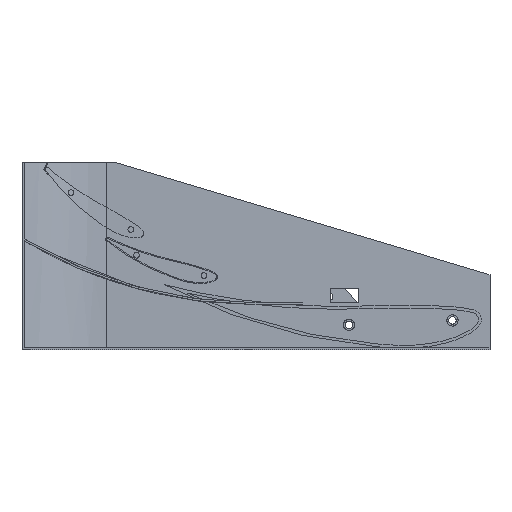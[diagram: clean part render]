
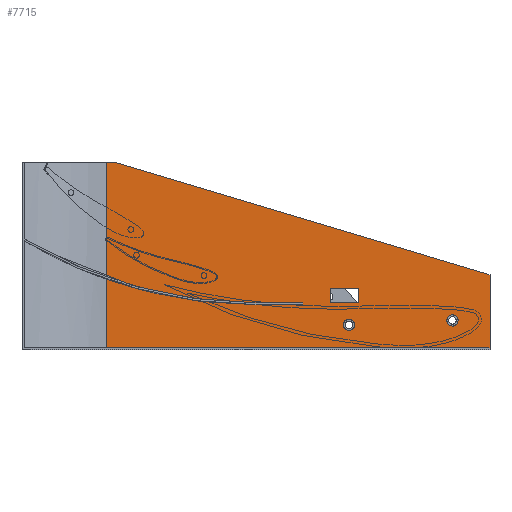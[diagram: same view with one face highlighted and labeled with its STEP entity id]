
A CAD part, front view. The second image highlights one B-rep face of the part: STEP entity #7715.
In plain terms, the highlighted face is planar.
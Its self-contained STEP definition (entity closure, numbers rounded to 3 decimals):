
#561=PLANE('',#9200);
#718=FACE_BOUND('',#1578,.T.);
#719=FACE_BOUND('',#1579,.T.);
#720=FACE_BOUND('',#1580,.T.);
#1052=FACE_OUTER_BOUND('',#1577,.T.);
#1577=EDGE_LOOP('',(#6627,#6628,#6629,#6630,#6631,#6632,#6633));
#1578=EDGE_LOOP('',(#6634,#6635,#6636,#6637));
#1579=EDGE_LOOP('',(#6638));
#1580=EDGE_LOOP('',(#6639));
#2043=LINE('',#13840,#2536);
#2047=LINE('',#13847,#2540);
#2050=LINE('',#13853,#2543);
#2052=LINE('',#13856,#2545);
#2053=LINE('',#13883,#2546);
#2055=LINE('',#13900,#2548);
#2056=LINE('',#13902,#2549);
#2057=LINE('',#13904,#2550);
#2058=LINE('',#13906,#2551);
#2059=LINE('',#13908,#2552);
#2060=LINE('',#13909,#2553);
#2536=VECTOR('',#11434,10.);
#2540=VECTOR('',#11440,10.);
#2543=VECTOR('',#11445,10.);
#2545=VECTOR('',#11449,10.);
#2546=VECTOR('',#11464,10.);
#2548=VECTOR('',#11468,10.);
#2549=VECTOR('',#11469,10.);
#2550=VECTOR('',#11470,10.);
#2551=VECTOR('',#11471,10.);
#2552=VECTOR('',#11472,10.);
#2553=VECTOR('',#11473,10.);
#3135=CIRCLE('',#9195,6.);
#3137=CIRCLE('',#9198,6.);
#3772=VERTEX_POINT('',#13837);
#3773=VERTEX_POINT('',#13839);
#3775=VERTEX_POINT('',#13845);
#3777=VERTEX_POINT('',#13851);
#3779=VERTEX_POINT('',#13860);
#3781=VERTEX_POINT('',#13865);
#3783=VERTEX_POINT('',#13869);
#3784=VERTEX_POINT('',#13882);
#3786=VERTEX_POINT('',#13899);
#3787=VERTEX_POINT('',#13901);
#3788=VERTEX_POINT('',#13903);
#3789=VERTEX_POINT('',#13905);
#3790=VERTEX_POINT('',#13907);
#4747=EDGE_CURVE('',#3772,#3773,#2043,.T.);
#4751=EDGE_CURVE('',#3775,#3772,#2047,.T.);
#4754=EDGE_CURVE('',#3777,#3775,#2050,.T.);
#4756=EDGE_CURVE('',#3773,#3777,#2052,.T.);
#4758=EDGE_CURVE('',#3779,#3779,#3135,.T.);
#4760=EDGE_CURVE('',#3781,#3781,#3137,.T.);
#4762=EDGE_CURVE('',#3784,#3783,#2053,.T.);
#4765=EDGE_CURVE('',#3783,#3786,#2055,.T.);
#4766=EDGE_CURVE('',#3787,#3786,#2056,.T.);
#4767=EDGE_CURVE('',#3787,#3788,#2057,.T.);
#4768=EDGE_CURVE('',#3789,#3788,#2058,.T.);
#4769=EDGE_CURVE('',#3789,#3790,#2059,.T.);
#4770=EDGE_CURVE('',#3790,#3784,#2060,.T.);
#6627=ORIENTED_EDGE('',*,*,#4762,.T.);
#6628=ORIENTED_EDGE('',*,*,#4765,.T.);
#6629=ORIENTED_EDGE('',*,*,#4766,.F.);
#6630=ORIENTED_EDGE('',*,*,#4767,.T.);
#6631=ORIENTED_EDGE('',*,*,#4768,.F.);
#6632=ORIENTED_EDGE('',*,*,#4769,.T.);
#6633=ORIENTED_EDGE('',*,*,#4770,.T.);
#6634=ORIENTED_EDGE('',*,*,#4754,.F.);
#6635=ORIENTED_EDGE('',*,*,#4756,.F.);
#6636=ORIENTED_EDGE('',*,*,#4747,.F.);
#6637=ORIENTED_EDGE('',*,*,#4751,.F.);
#6638=ORIENTED_EDGE('',*,*,#4758,.F.);
#6639=ORIENTED_EDGE('',*,*,#4760,.F.);
#7715=ADVANCED_FACE('',(#1052,#718,#719,#720),#561,.T.);
#9195=AXIS2_PLACEMENT_3D('',#13861,#11454,#11455);
#9198=AXIS2_PLACEMENT_3D('',#13866,#11460,#11461);
#9200=AXIS2_PLACEMENT_3D('',#13898,#11466,#11467);
#11434=DIRECTION('',(0.,0.,1.));
#11440=DIRECTION('',(-1.,0.,0.));
#11445=DIRECTION('',(0.,0.,-1.));
#11449=DIRECTION('',(1.,0.,0.));
#11454=DIRECTION('center_axis',(0.,1.,0.));
#11455=DIRECTION('ref_axis',(-1.,0.,0.));
#11460=DIRECTION('center_axis',(0.,1.,0.));
#11461=DIRECTION('ref_axis',(-1.,0.,0.));
#11464=DIRECTION('',(0.,0.,1.));
#11466=DIRECTION('center_axis',(0.,1.,0.));
#11467=DIRECTION('ref_axis',(-1.,0.,0.));
#11468=DIRECTION('',(0.,0.,1.));
#11469=DIRECTION('',(-1.,0.,0.));
#11470=DIRECTION('',(0.,0.,-1.));
#11471=DIRECTION('',(0.958,0.,0.287));
#11472=DIRECTION('',(-1.,0.,0.));
#11473=DIRECTION('',(0.,0.,1.));
#13837=CARTESIAN_POINT('',(80.,2.,35.));
#13839=CARTESIAN_POINT('',(80.,2.,50.));
#13840=CARTESIAN_POINT('',(80.,2.,-32.5));
#13845=CARTESIAN_POINT('',(110.,2.,35.));
#13847=CARTESIAN_POINT('',(180.,2.,35.));
#13851=CARTESIAN_POINT('',(110.,2.,50.));
#13853=CARTESIAN_POINT('',(110.,2.,-25.));
#13856=CARTESIAN_POINT('',(165.,2.,50.));
#13860=CARTESIAN_POINT('',(215.891,2.,68.858));
#13861=CARTESIAN_POINT('Origin',(209.891,2.,68.858));
#13865=CARTESIAN_POINT('',(105.293,2.,73.574));
#13866=CARTESIAN_POINT('Origin',(99.293,2.,73.574));
#13869=CARTESIAN_POINT('',(-160.,2.,24.755));
#13882=CARTESIAN_POINT('',(-160.,2.,22.635));
#13883=CARTESIAN_POINT('',(-160.,2.,-100.));
#13898=CARTESIAN_POINT('Origin',(250.,2.,-100.));
#13899=CARTESIAN_POINT('',(-160.,2.,98.));
#13900=CARTESIAN_POINT('',(-160.,2.,-100.));
#13901=CARTESIAN_POINT('',(250.,2.,98.));
#13902=CARTESIAN_POINT('',(130.812,2.,98.));
#13903=CARTESIAN_POINT('',(250.,2.,20.));
#13904=CARTESIAN_POINT('',(250.,2.,-100.));
#13905=CARTESIAN_POINT('',(-150.,2.,-100.));
#13906=CARTESIAN_POINT('',(33.486,2.,-44.954));
#13907=CARTESIAN_POINT('',(-160.,2.,-100.));
#13908=CARTESIAN_POINT('',(0.,2.,-100.));
#13909=CARTESIAN_POINT('',(-160.,2.,-100.));
